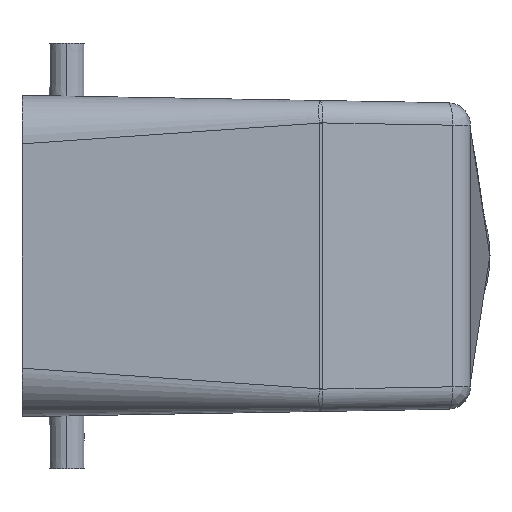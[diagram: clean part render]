
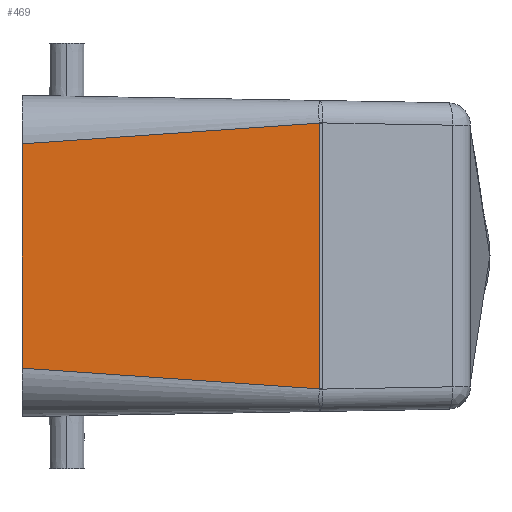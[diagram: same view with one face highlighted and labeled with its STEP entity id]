
A CAD part, left-side view. The second image highlights one B-rep face of the part: STEP entity #469.
In plain terms, the highlighted planar face has unit normal (-1, -0.018, 0).
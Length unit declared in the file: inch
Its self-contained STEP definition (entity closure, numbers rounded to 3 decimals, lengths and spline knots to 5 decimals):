
#5 = DIRECTION ( 'NONE',  ( 0.017, -1., 0. ) ) ;
#386 = LINE ( 'NONE', #6984, #10497 ) ;
#469 = ADVANCED_FACE ( 'NONE', ( #5832 ), #5027, .T. ) ;
#614 = CARTESIAN_POINT ( 'NONE',  ( -1.29158, -1.25813, 0. ) ) ;
#808 = CARTESIAN_POINT ( 'NONE',  ( -1.3189, 0.30709, 0. ) ) ;
#1182 = EDGE_LOOP ( 'NONE', ( #2710, #4322, #3640, #8438 ) ) ;
#1222 = VECTOR ( 'NONE', #5318, 39.37008 ) ;
#1868 = DIRECTION ( 'NONE',  ( 0., 0., 1. ) ) ;
#2341 = LINE ( 'NONE', #8964, #5022 ) ;
#2710 = ORIENTED_EDGE ( 'NONE', *, *, #10638, .F. ) ;
#3211 = DIRECTION ( 'NONE',  ( 0.017, -0.997, -0.07 ) ) ;
#3217 = CARTESIAN_POINT ( 'NONE',  ( -1.29158, -1.25813, -0.7002 ) ) ;
#3537 = EDGE_CURVE ( 'NONE', #3886, #3780, #2341, .T. ) ;
#3640 = ORIENTED_EDGE ( 'NONE', *, *, #5060, .T. ) ;
#3780 = VERTEX_POINT ( 'NONE', #3217 ) ;
#3886 = VERTEX_POINT ( 'NONE', #8321 ) ;
#4111 = DIRECTION ( 'NONE',  ( -1., -0.017, 0. ) ) ;
#4322 = ORIENTED_EDGE ( 'NONE', *, *, #3537, .T. ) ;
#4874 = VERTEX_POINT ( 'NONE', #5135 ) ;
#5022 = VECTOR ( 'NONE', #3211, 39.37008 ) ;
#5027 = PLANE ( 'NONE',  #6235 ) ;
#5060 = EDGE_CURVE ( 'NONE', #3780, #4874, #7061, .T. ) ;
#5135 = CARTESIAN_POINT ( 'NONE',  ( -1.29158, -1.25813, 0.7002 ) ) ;
#5318 = DIRECTION ( 'NONE',  ( 0., 0., 1. ) ) ;
#5832 = FACE_OUTER_BOUND ( 'NONE', #1182, .T. ) ;
#6235 = AXIS2_PLACEMENT_3D ( 'NONE', #808, #4111, #5 ) ;
#6426 = CARTESIAN_POINT ( 'NONE',  ( -1.3189, 0.30709, 0.59098 ) ) ;
#6984 = CARTESIAN_POINT ( 'NONE',  ( -1.30517, -0.47943, 0.64586 ) ) ;
#7061 = LINE ( 'NONE', #614, #1222 ) ;
#7710 = VECTOR ( 'NONE', #1868, 39.37008 ) ;
#7837 = LINE ( 'NONE', #10233, #7710 ) ;
#8321 = CARTESIAN_POINT ( 'NONE',  ( -1.3189, 0.30709, -0.59098 ) ) ;
#8438 = ORIENTED_EDGE ( 'NONE', *, *, #10311, .T. ) ;
#8964 = CARTESIAN_POINT ( 'NONE',  ( -1.3189, 0.30709, -0.59098 ) ) ;
#9100 = VERTEX_POINT ( 'NONE', #6426 ) ;
#10233 = CARTESIAN_POINT ( 'NONE',  ( -1.3189, 0.30709, 0. ) ) ;
#10304 = DIRECTION ( 'NONE',  ( -0.017, 0.997, -0.07 ) ) ;
#10311 = EDGE_CURVE ( 'NONE', #4874, #9100, #386, .T. ) ;
#10497 = VECTOR ( 'NONE', #10304, 39.37008 ) ;
#10638 = EDGE_CURVE ( 'NONE', #3886, #9100, #7837, .T. ) ;
